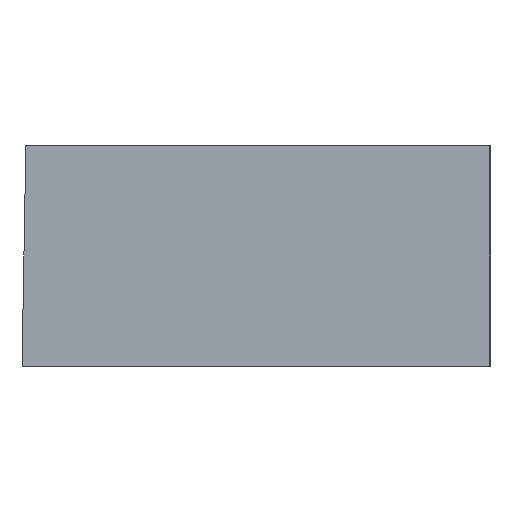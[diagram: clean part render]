
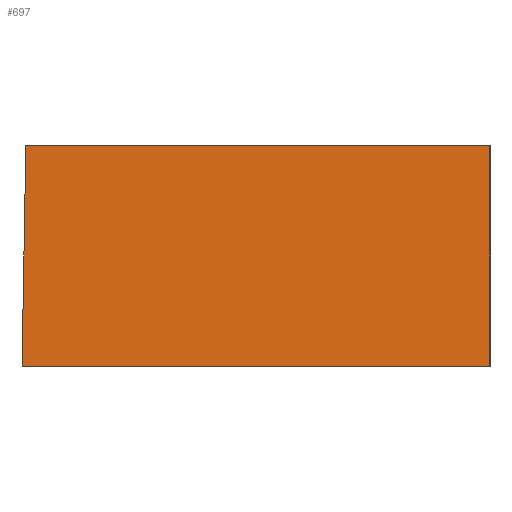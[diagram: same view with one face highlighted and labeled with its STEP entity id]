
A CAD part, left-side view. The second image highlights one B-rep face of the part: STEP entity #697.
In plain terms, the highlighted planar face has unit normal (-1, 0, 0.018).
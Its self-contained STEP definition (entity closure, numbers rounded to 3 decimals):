
#465 = CARTESIAN_POINT ( 'NONE',  ( -13.41, 17., 8. ) ) ;
#607 = DIRECTION ( 'NONE',  ( 0.017, 0., 1. ) ) ;
#697 = ADVANCED_FACE ( 'NONE', ( #6835 ), #1113, .T. ) ;
#1073 = DIRECTION ( 'NONE',  ( -1., 0., 0.017 ) ) ;
#1113 = PLANE ( 'NONE',  #4984 ) ;
#1224 = CARTESIAN_POINT ( 'NONE',  ( -13.55, 0., 0. ) ) ;
#1289 = DIRECTION ( 'NONE',  ( 0., -1., 0. ) ) ;
#1552 = CARTESIAN_POINT ( 'NONE',  ( -13.41, 16.86, 8. ) ) ;
#2452 = CARTESIAN_POINT ( 'NONE',  ( -13.542, 16.992, 0.473 ) ) ;
#2677 = CARTESIAN_POINT ( 'NONE',  ( -13.41, 0., 8. ) ) ;
#3056 = ORIENTED_EDGE ( 'NONE', *, *, #8248, .F. ) ;
#3095 = ORIENTED_EDGE ( 'NONE', *, *, #10168, .F. ) ;
#3142 = ORIENTED_EDGE ( 'NONE', *, *, #9642, .F. ) ;
#3198 = ORIENTED_EDGE ( 'NONE', *, *, #7386, .F. ) ;
#3267 = DIRECTION ( 'NONE',  ( 0.017, -0.017, 1. ) ) ;
#4240 = DIRECTION ( 'NONE',  ( 0., 1., 0. ) ) ;
#4748 = CARTESIAN_POINT ( 'NONE',  ( -13.55, 0., 0. ) ) ;
#4984 = AXIS2_PLACEMENT_3D ( 'NONE', #1224, #1073, #607 ) ;
#5245 = CARTESIAN_POINT ( 'NONE',  ( -13.55, 17., 0. ) ) ;
#5927 = LINE ( 'NONE', #465, #6020 ) ;
#6017 = VERTEX_POINT ( 'NONE', #5245 ) ;
#6020 = VECTOR ( 'NONE', #1289, 1000. ) ;
#6069 = DIRECTION ( 'NONE',  ( -0.017, 0., -1. ) ) ;
#6544 = EDGE_LOOP ( 'NONE', ( #3056, #3095, #3142, #3198 ) ) ;
#6835 = FACE_OUTER_BOUND ( 'NONE', #6544, .T. ) ;
#6857 = VECTOR ( 'NONE', #3267, 1000. ) ;
#6892 = LINE ( 'NONE', #2452, #6857 ) ;
#7149 = VERTEX_POINT ( 'NONE', #4748 ) ;
#7370 = VERTEX_POINT ( 'NONE', #2677 ) ;
#7386 = EDGE_CURVE ( 'NONE', #7149, #6017, #9058, .T. ) ;
#7627 = CARTESIAN_POINT ( 'NONE',  ( -13.55, 0., 0. ) ) ;
#8189 = VECTOR ( 'NONE', #6069, 1000. ) ;
#8202 = LINE ( 'NONE', #10494, #8189 ) ;
#8248 = EDGE_CURVE ( 'NONE', #7370, #7149, #8202, .T. ) ;
#8880 = VERTEX_POINT ( 'NONE', #1552 ) ;
#9049 = VECTOR ( 'NONE', #4240, 1000. ) ;
#9058 = LINE ( 'NONE', #7627, #9049 ) ;
#9642 = EDGE_CURVE ( 'NONE', #6017, #8880, #6892, .T. ) ;
#10168 = EDGE_CURVE ( 'NONE', #8880, #7370, #5927, .T. ) ;
#10494 = CARTESIAN_POINT ( 'NONE',  ( -13.542, 0., 0.473 ) ) ;
